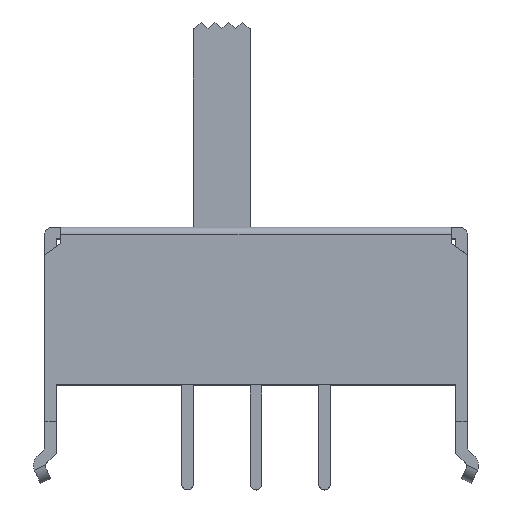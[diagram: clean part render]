
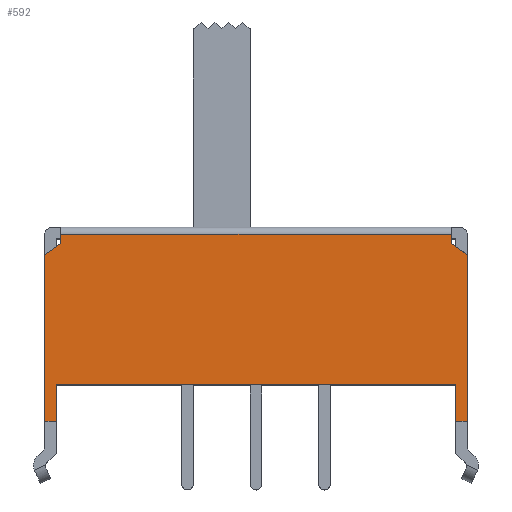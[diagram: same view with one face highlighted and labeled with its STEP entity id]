
A CAD part, top view. The second image highlights one B-rep face of the part: STEP entity #592.
In plain terms, the highlighted planar face has unit normal (0, 0, 1).
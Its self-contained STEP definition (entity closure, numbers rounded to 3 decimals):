
#14 = VERTEX_POINT ( 'NONE', #3555 ) ;
#55 = EDGE_CURVE ( 'NONE', #14, #82, #1156, .T. ) ;
#82 = VERTEX_POINT ( 'NONE', #1195 ) ;
#318 = EDGE_CURVE ( 'NONE', #14, #331, #1668, .T. ) ;
#331 = VERTEX_POINT ( 'NONE', #1828 ) ;
#446 = VERTEX_POINT ( 'NONE', #1701 ) ;
#462 = EDGE_CURVE ( 'NONE', #82, #463, #1769, .T. ) ;
#463 = VERTEX_POINT ( 'NONE', #1765 ) ;
#477 = VERTEX_POINT ( 'NONE', #1934 ) ;
#487 = EDGE_CURVE ( 'NONE', #477, #446, #1938, .T. ) ;
#498 = ORIENTED_EDGE ( 'NONE', *, *, #318, .T. ) ;
#501 = ORIENTED_EDGE ( 'NONE', *, *, #518, .T. ) ;
#517 = VERTEX_POINT ( 'NONE', #1991 ) ;
#518 = EDGE_CURVE ( 'NONE', #331, #633, #1990, .T. ) ;
#519 = ORIENTED_EDGE ( 'NONE', *, *, #632, .F. ) ;
#520 = ORIENTED_EDGE ( 'NONE', *, *, #521, .F. ) ;
#521 = EDGE_CURVE ( 'NONE', #598, #517, #1986, .T. ) ;
#538 = ORIENTED_EDGE ( 'NONE', *, *, #539, .F. ) ;
#539 = EDGE_CURVE ( 'NONE', #586, #598, #2099, .T. ) ;
#542 = VERTEX_POINT ( 'NONE', #2095 ) ;
#586 = VERTEX_POINT ( 'NONE', #2117 ) ;
#592 = ADVANCED_FACE ( 'NONE', ( #2004 ), #1983, .T. ) ;
#598 = VERTEX_POINT ( 'NONE', #1972 ) ;
#606 = VERTEX_POINT ( 'NONE', #2059 ) ;
#607 = ORIENTED_EDGE ( 'NONE', *, *, #612, .F. ) ;
#608 = ORIENTED_EDGE ( 'NONE', *, *, #55, .F. ) ;
#609 = ORIENTED_EDGE ( 'NONE', *, *, #487, .F. ) ;
#610 = ORIENTED_EDGE ( 'NONE', *, *, #618, .F. ) ;
#611 = EDGE_CURVE ( 'NONE', #586, #606, #2058, .T. ) ;
#612 = EDGE_CURVE ( 'NONE', #542, #606, #2028, .T. ) ;
#615 = EDGE_LOOP ( 'NONE', ( #608, #498, #501, #519, #520, #538, #616, #607, #647, #609, #610, #619 ) ) ;
#616 = ORIENTED_EDGE ( 'NONE', *, *, #611, .T. ) ;
#618 = EDGE_CURVE ( 'NONE', #463, #477, #2018, .T. ) ;
#619 = ORIENTED_EDGE ( 'NONE', *, *, #462, .F. ) ;
#632 = EDGE_CURVE ( 'NONE', #517, #633, #2144, .T. ) ;
#633 = VERTEX_POINT ( 'NONE', #2132 ) ;
#643 = EDGE_CURVE ( 'NONE', #446, #542, #2171, .T. ) ;
#647 = ORIENTED_EDGE ( 'NONE', *, *, #643, .F. ) ;
#1154 = DIRECTION ( 'NONE',  ( -1., 0., 0. ) ) ;
#1155 = CARTESIAN_POINT ( 'NONE',  ( 6.7, 1.6, 3.5 ) ) ;
#1156 = LINE ( 'NONE', #1155, #1183 ) ;
#1183 = VECTOR ( 'NONE', #1154, 1000. ) ;
#1195 = CARTESIAN_POINT ( 'NONE',  ( -8.75, 1.6, 3.5 ) ) ;
#1665 = DIRECTION ( 'NONE',  ( 0., -1., 0. ) ) ;
#1666 = VECTOR ( 'NONE', #1665, 1000. ) ;
#1667 = CARTESIAN_POINT ( 'NONE',  ( 8.75, 4.7, 3.5 ) ) ;
#1668 = LINE ( 'NONE', #1667, #1666 ) ;
#1701 = CARTESIAN_POINT ( 'NONE',  ( -9.25, 7.3, 3.5 ) ) ;
#1765 = CARTESIAN_POINT ( 'NONE',  ( -8.75, 0., 3.5 ) ) ;
#1766 = DIRECTION ( 'NONE',  ( 0., -1., 0. ) ) ;
#1767 = VECTOR ( 'NONE', #1766, 1000. ) ;
#1768 = CARTESIAN_POINT ( 'NONE',  ( -8.75, 4.7, 3.5 ) ) ;
#1769 = LINE ( 'NONE', #1768, #1767 ) ;
#1828 = CARTESIAN_POINT ( 'NONE',  ( 8.75, 0., 3.5 ) ) ;
#1934 = CARTESIAN_POINT ( 'NONE',  ( -9.25, 0., 3.5 ) ) ;
#1935 = DIRECTION ( 'NONE',  ( 0., 1., 0. ) ) ;
#1936 = VECTOR ( 'NONE', #1935, 1000. ) ;
#1937 = CARTESIAN_POINT ( 'NONE',  ( -9.25, 7.3, 3.5 ) ) ;
#1938 = LINE ( 'NONE', #1937, #1936 ) ;
#1962 = DIRECTION ( 'NONE',  ( 0.814, -0.581, 0. ) ) ;
#1963 = VECTOR ( 'NONE', #1962, 1000. ) ;
#1964 = CARTESIAN_POINT ( 'NONE',  ( 8.55, 7.8, 3.5 ) ) ;
#1972 = CARTESIAN_POINT ( 'NONE',  ( 8.55, 7.8, 3.5 ) ) ;
#1979 = DIRECTION ( 'NONE',  ( 1., 0., 0. ) ) ;
#1980 = DIRECTION ( 'NONE',  ( 0., 0., 1. ) ) ;
#1981 = CARTESIAN_POINT ( 'NONE',  ( -9.25, 8., 3.5 ) ) ;
#1982 = AXIS2_PLACEMENT_3D ( 'NONE', #1981, #1980, #1979 ) ;
#1983 = PLANE ( 'NONE',  #1982 ) ;
#1986 = LINE ( 'NONE', #1964, #1963 ) ;
#1987 = DIRECTION ( 'NONE',  ( 1., 0., 0. ) ) ;
#1988 = VECTOR ( 'NONE', #1987, 1000. ) ;
#1989 = CARTESIAN_POINT ( 'NONE',  ( 8.75, 0., 3.5 ) ) ;
#1990 = LINE ( 'NONE', #1989, #1988 ) ;
#1991 = CARTESIAN_POINT ( 'NONE',  ( 9.25, 7.3, 3.5 ) ) ;
#2004 = FACE_OUTER_BOUND ( 'NONE', #615, .T. ) ;
#2015 = DIRECTION ( 'NONE',  ( -1., 0., 0. ) ) ;
#2016 = VECTOR ( 'NONE', #2015, 1000. ) ;
#2017 = CARTESIAN_POINT ( 'NONE',  ( -8.75, 0., 3.5 ) ) ;
#2018 = LINE ( 'NONE', #2017, #2016 ) ;
#2025 = DIRECTION ( 'NONE',  ( 0., 1., 0. ) ) ;
#2026 = VECTOR ( 'NONE', #2025, 1000. ) ;
#2027 = CARTESIAN_POINT ( 'NONE',  ( -8.55, 8.5, 3.5 ) ) ;
#2028 = LINE ( 'NONE', #2027, #2026 ) ;
#2029 = DIRECTION ( 'NONE',  ( -1., 0., 0. ) ) ;
#2030 = VECTOR ( 'NONE', #2029, 1000. ) ;
#2031 = CARTESIAN_POINT ( 'NONE',  ( -9.25, 8.2, 3.5 ) ) ;
#2058 = LINE ( 'NONE', #2031, #2030 ) ;
#2059 = CARTESIAN_POINT ( 'NONE',  ( -8.55, 8.2, 3.5 ) ) ;
#2095 = CARTESIAN_POINT ( 'NONE',  ( -8.55, 7.8, 3.5 ) ) ;
#2096 = DIRECTION ( 'NONE',  ( 0., -1., 0. ) ) ;
#2097 = VECTOR ( 'NONE', #2096, 1000. ) ;
#2098 = CARTESIAN_POINT ( 'NONE',  ( 8.55, 8.5, 3.5 ) ) ;
#2099 = LINE ( 'NONE', #2098, #2097 ) ;
#2117 = CARTESIAN_POINT ( 'NONE',  ( 8.55, 8.2, 3.5 ) ) ;
#2132 = CARTESIAN_POINT ( 'NONE',  ( 9.25, 0., 3.5 ) ) ;
#2141 = DIRECTION ( 'NONE',  ( 0., -1., 0. ) ) ;
#2142 = VECTOR ( 'NONE', #2141, 1000. ) ;
#2143 = CARTESIAN_POINT ( 'NONE',  ( 9.25, 7.3, 3.5 ) ) ;
#2144 = LINE ( 'NONE', #2143, #2142 ) ;
#2168 = DIRECTION ( 'NONE',  ( 0.814, 0.581, 0. ) ) ;
#2169 = VECTOR ( 'NONE', #2168, 1000. ) ;
#2170 = CARTESIAN_POINT ( 'NONE',  ( -8.55, 7.8, 3.5 ) ) ;
#2171 = LINE ( 'NONE', #2170, #2169 ) ;
#3555 = CARTESIAN_POINT ( 'NONE',  ( 8.75, 1.6, 3.5 ) ) ;
